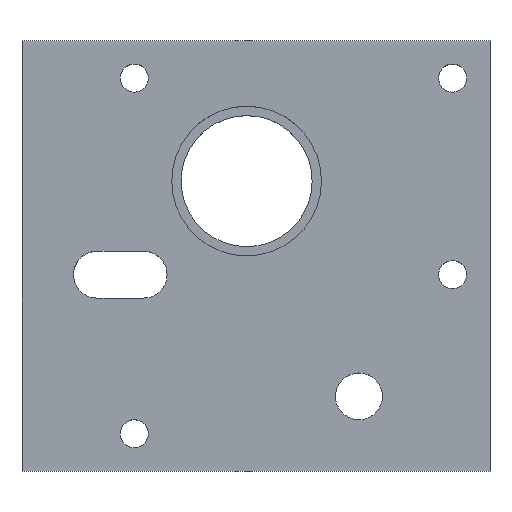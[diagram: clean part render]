
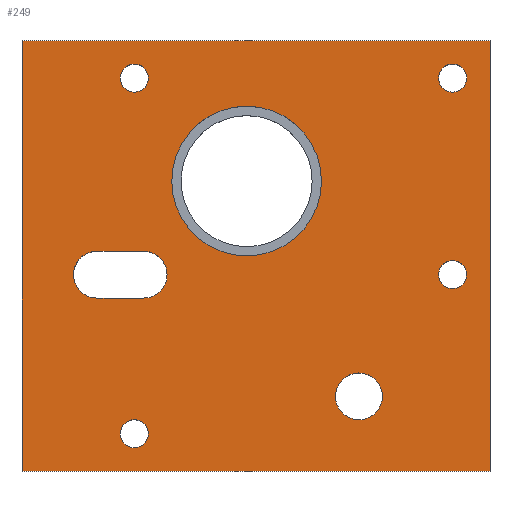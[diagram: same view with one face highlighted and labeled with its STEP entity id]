
A CAD part, top view. The second image highlights one B-rep face of the part: STEP entity #249.
In plain terms, the highlighted planar face has unit normal (0, 0, 1).
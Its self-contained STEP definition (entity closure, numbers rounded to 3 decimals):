
#24 = VERTEX_POINT('',#25);
#25 = CARTESIAN_POINT('',(40.,46.,7.));
#31 = EDGE_CURVE('',#24,#32,#34,.T.);
#32 = VERTEX_POINT('',#33);
#33 = CARTESIAN_POINT('',(-10.,46.,7.));
#34 = LINE('',#35,#36);
#35 = CARTESIAN_POINT('',(40.,46.,7.));
#36 = VECTOR('',#37,1.);
#37 = DIRECTION('',(-1.,-0.,-0.));
#64 = VERTEX_POINT('',#65);
#65 = CARTESIAN_POINT('',(40.,0.,7.));
#71 = EDGE_CURVE('',#64,#24,#72,.T.);
#72 = LINE('',#73,#74);
#73 = CARTESIAN_POINT('',(40.,0.,7.));
#74 = VECTOR('',#75,1.);
#75 = DIRECTION('',(0.,1.,0.));
#93 = EDGE_CURVE('',#32,#94,#96,.T.);
#94 = VERTEX_POINT('',#95);
#95 = CARTESIAN_POINT('',(-10.,0.,7.));
#96 = LINE('',#97,#98);
#97 = CARTESIAN_POINT('',(-10.,46.,7.));
#98 = VECTOR('',#99,1.);
#99 = DIRECTION('',(-0.,-1.,-0.));
#249 = ADVANCED_FACE('',(#250,#261,#272,#283,#294,#330,#341,#352),#363,
  .T.);
#250 = FACE_BOUND('',#251,.F.);
#251 = EDGE_LOOP('',(#252,#253,#254,#260));
#252 = ORIENTED_EDGE('',*,*,#31,.F.);
#253 = ORIENTED_EDGE('',*,*,#71,.F.);
#254 = ORIENTED_EDGE('',*,*,#255,.F.);
#255 = EDGE_CURVE('',#94,#64,#256,.T.);
#256 = LINE('',#257,#258);
#257 = CARTESIAN_POINT('',(-10.,0.,7.));
#258 = VECTOR('',#259,1.);
#259 = DIRECTION('',(1.,0.,0.));
#260 = ORIENTED_EDGE('',*,*,#93,.F.);
#261 = FACE_BOUND('',#262,.F.);
#262 = EDGE_LOOP('',(#263));
#263 = ORIENTED_EDGE('',*,*,#264,.F.);
#264 = EDGE_CURVE('',#265,#265,#267,.T.);
#265 = VERTEX_POINT('',#266);
#266 = CARTESIAN_POINT('',(23.5,8.,7.));
#267 = CIRCLE('',#268,2.5);
#268 = AXIS2_PLACEMENT_3D('',#269,#270,#271);
#269 = CARTESIAN_POINT('',(26.,8.,7.));
#270 = DIRECTION('',(0.,0.,-1.));
#271 = DIRECTION('',(-1.,-0.,-0.));
#272 = FACE_BOUND('',#273,.F.);
#273 = EDGE_LOOP('',(#274));
#274 = ORIENTED_EDGE('',*,*,#275,.F.);
#275 = EDGE_CURVE('',#276,#276,#278,.T.);
#276 = VERTEX_POINT('',#277);
#277 = CARTESIAN_POINT('',(34.5,21.,7.));
#278 = CIRCLE('',#279,1.5);
#279 = AXIS2_PLACEMENT_3D('',#280,#281,#282);
#280 = CARTESIAN_POINT('',(36.,21.,7.));
#281 = DIRECTION('',(0.,0.,-1.));
#282 = DIRECTION('',(-1.,-0.,-0.));
#283 = FACE_BOUND('',#284,.F.);
#284 = EDGE_LOOP('',(#285));
#285 = ORIENTED_EDGE('',*,*,#286,.F.);
#286 = EDGE_CURVE('',#287,#287,#289,.T.);
#287 = VERTEX_POINT('',#288);
#288 = CARTESIAN_POINT('',(0.5,4.,7.));
#289 = CIRCLE('',#290,1.5);
#290 = AXIS2_PLACEMENT_3D('',#291,#292,#293);
#291 = CARTESIAN_POINT('',(2.,4.,7.));
#292 = DIRECTION('',(0.,0.,-1.));
#293 = DIRECTION('',(-1.,-0.,-0.));
#294 = FACE_BOUND('',#295,.F.);
#295 = EDGE_LOOP('',(#296,#307,#315,#324));
#296 = ORIENTED_EDGE('',*,*,#297,.F.);
#297 = EDGE_CURVE('',#298,#300,#302,.T.);
#298 = VERTEX_POINT('',#299);
#299 = CARTESIAN_POINT('',(-2.,18.5,7.));
#300 = VERTEX_POINT('',#301);
#301 = CARTESIAN_POINT('',(-2.,23.5,7.));
#302 = CIRCLE('',#303,2.5);
#303 = AXIS2_PLACEMENT_3D('',#304,#305,#306);
#304 = CARTESIAN_POINT('',(-2.,21.,7.));
#305 = DIRECTION('',(0.,0.,-1.));
#306 = DIRECTION('',(-1.,-0.,-0.));
#307 = ORIENTED_EDGE('',*,*,#308,.F.);
#308 = EDGE_CURVE('',#309,#298,#311,.T.);
#309 = VERTEX_POINT('',#310);
#310 = CARTESIAN_POINT('',(3.,18.5,7.));
#311 = LINE('',#312,#313);
#312 = CARTESIAN_POINT('',(3.,18.5,7.));
#313 = VECTOR('',#314,1.);
#314 = DIRECTION('',(-1.,-0.,-0.));
#315 = ORIENTED_EDGE('',*,*,#316,.F.);
#316 = EDGE_CURVE('',#317,#309,#319,.T.);
#317 = VERTEX_POINT('',#318);
#318 = CARTESIAN_POINT('',(3.,23.5,7.));
#319 = CIRCLE('',#320,2.5);
#320 = AXIS2_PLACEMENT_3D('',#321,#322,#323);
#321 = CARTESIAN_POINT('',(3.,21.,7.));
#322 = DIRECTION('',(0.,0.,-1.));
#323 = DIRECTION('',(-1.,-0.,-0.));
#324 = ORIENTED_EDGE('',*,*,#325,.F.);
#325 = EDGE_CURVE('',#300,#317,#326,.T.);
#326 = LINE('',#327,#328);
#327 = CARTESIAN_POINT('',(-2.,23.5,7.));
#328 = VECTOR('',#329,1.);
#329 = DIRECTION('',(1.,0.,0.));
#330 = FACE_BOUND('',#331,.F.);
#331 = EDGE_LOOP('',(#332));
#332 = ORIENTED_EDGE('',*,*,#333,.F.);
#333 = EDGE_CURVE('',#334,#334,#336,.T.);
#334 = VERTEX_POINT('',#335);
#335 = CARTESIAN_POINT('',(34.5,42.,7.));
#336 = CIRCLE('',#337,1.5);
#337 = AXIS2_PLACEMENT_3D('',#338,#339,#340);
#338 = CARTESIAN_POINT('',(36.,42.,7.));
#339 = DIRECTION('',(0.,0.,-1.));
#340 = DIRECTION('',(-1.,-0.,-0.));
#341 = FACE_BOUND('',#342,.F.);
#342 = EDGE_LOOP('',(#343));
#343 = ORIENTED_EDGE('',*,*,#344,.F.);
#344 = EDGE_CURVE('',#345,#345,#347,.T.);
#345 = VERTEX_POINT('',#346);
#346 = CARTESIAN_POINT('',(6.,31.,7.));
#347 = CIRCLE('',#348,8.);
#348 = AXIS2_PLACEMENT_3D('',#349,#350,#351);
#349 = CARTESIAN_POINT('',(14.,31.,7.));
#350 = DIRECTION('',(0.,0.,-1.));
#351 = DIRECTION('',(-1.,-0.,-0.));
#352 = FACE_BOUND('',#353,.F.);
#353 = EDGE_LOOP('',(#354));
#354 = ORIENTED_EDGE('',*,*,#355,.F.);
#355 = EDGE_CURVE('',#356,#356,#358,.T.);
#356 = VERTEX_POINT('',#357);
#357 = CARTESIAN_POINT('',(0.5,42.,7.));
#358 = CIRCLE('',#359,1.5);
#359 = AXIS2_PLACEMENT_3D('',#360,#361,#362);
#360 = CARTESIAN_POINT('',(2.,42.,7.));
#361 = DIRECTION('',(0.,0.,-1.));
#362 = DIRECTION('',(-1.,-0.,-0.));
#363 = PLANE('',#364);
#364 = AXIS2_PLACEMENT_3D('',#365,#366,#367);
#365 = CARTESIAN_POINT('',(14.559,23.6,7.));
#366 = DIRECTION('',(0.,0.,1.));
#367 = DIRECTION('',(1.,0.,0.));
